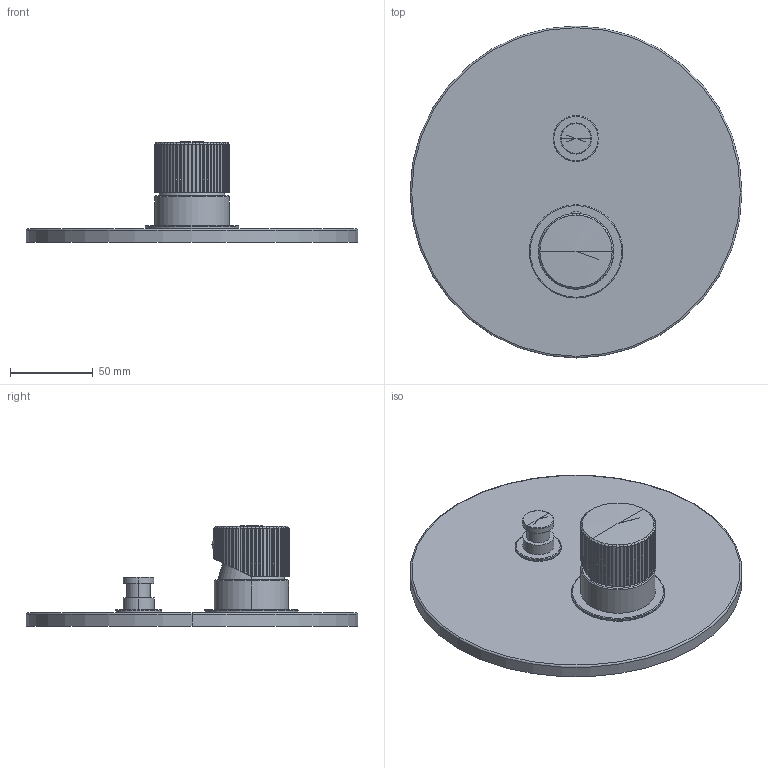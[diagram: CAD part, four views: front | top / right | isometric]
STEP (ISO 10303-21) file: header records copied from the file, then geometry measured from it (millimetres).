
FILE_DESCRIPTION((''),'2;1');
FILE_NAME('JO015CR','2021-02-02T14:29:10',('ut3'),('PAFFONI SpA'),'CREO PARAMETRIC BY PTC INC, 2020044','CREO PARAMETRIC BY PTC INC, 2020044','');
FILE_SCHEMA(('CONFIG_CONTROL_DESIGN','SHAPE_APPEARANCE_LAYERS_GROUPS'));
Length unit declared in the file: millimetre
Products named in the file (1): JO015CR
Bounding box: 200 x 200 x 60.5 mm (x, y, z)
Volume: 317324.4 mm3; surface area: 84293.9 mm2
Topology: 1 solids, 1 shells, 287 faces, 792 edges, 513 vertices
Faces by surface type: plane 152, cylinder 98, cone 17, torus 14, bspline 4, sphere 2
Entity records: 12045 total; most frequent: CARTESIAN_POINT 2907, ORIENTED_EDGE 1572, DIRECTION 1356, EDGE_CURVE 786, VERTEX_POINT 513, AXIS2_PLACEMENT_3D 485, VECTOR 386, LINE 386
